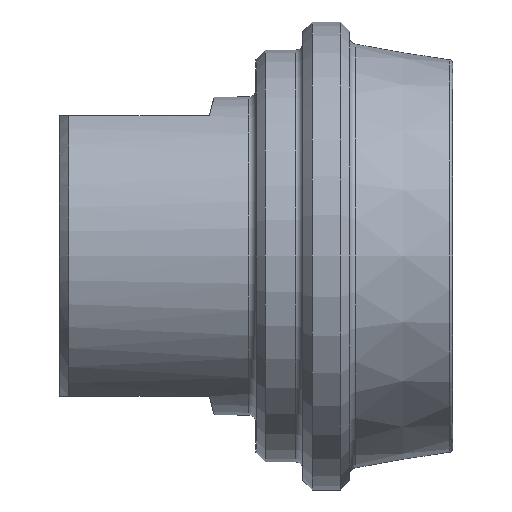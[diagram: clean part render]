
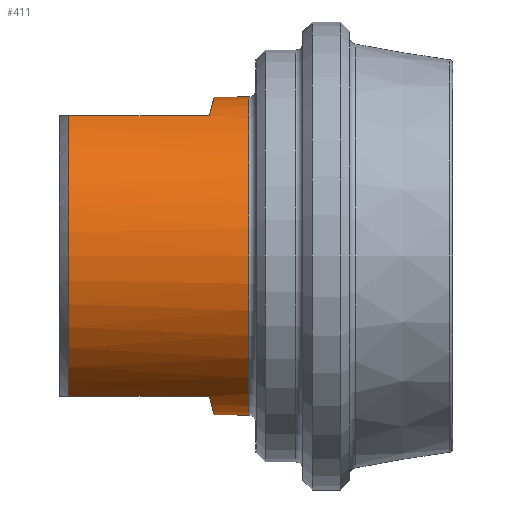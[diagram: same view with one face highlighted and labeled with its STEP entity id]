
A CAD part, front view. The second image highlights one B-rep face of the part: STEP entity #411.
In plain terms, the highlighted cylindrical face has radius 8.5 mm (diameter 17 mm), a full revolution.
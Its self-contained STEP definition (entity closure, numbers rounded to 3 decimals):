
#15=CYLINDRICAL_SURFACE('',#478,8.5);
#39=CIRCLE('',#454,8.5);
#40=CIRCLE('',#456,8.5);
#41=CIRCLE('',#457,8.5);
#51=CIRCLE('',#472,8.5);
#54=CIRCLE('',#475,8.5);
#72=ELLIPSE('',#445,8.8,8.5);
#73=ELLIPSE('',#448,8.8,8.5);
#87=FACE_OUTER_BOUND('',#115,.T.);
#115=EDGE_LOOP('',(#324,#325,#326,#327,#328,#329,#330,#331,#332,#333,#334,
#335,#336));
#129=LINE('',#660,#147);
#131=LINE('',#664,#149);
#133=LINE('',#679,#151);
#135=LINE('',#683,#153);
#139=LINE('',#737,#157);
#147=VECTOR('',#510,10.);
#149=VECTOR('',#512,10.);
#151=VECTOR('',#520,10.);
#153=VECTOR('',#522,10.);
#157=VECTOR('',#590,8.5);
#169=VERTEX_POINT('',#654);
#171=VERTEX_POINT('',#659);
#172=VERTEX_POINT('',#661);
#173=VERTEX_POINT('',#663);
#175=VERTEX_POINT('',#673);
#177=VERTEX_POINT('',#678);
#178=VERTEX_POINT('',#680);
#179=VERTEX_POINT('',#682);
#182=VERTEX_POINT('',#699);
#191=VERTEX_POINT('',#726);
#192=VERTEX_POINT('',#727);
#210=EDGE_CURVE('',#171,#169,#129,.T.);
#212=EDGE_CURVE('',#173,#172,#131,.T.);
#215=EDGE_CURVE('',#172,#171,#72,.T.);
#217=EDGE_CURVE('',#177,#175,#133,.T.);
#219=EDGE_CURVE('',#179,#178,#135,.T.);
#222=EDGE_CURVE('',#178,#177,#73,.T.);
#226=EDGE_CURVE('',#173,#175,#39,.T.);
#227=EDGE_CURVE('',#179,#182,#40,.T.);
#228=EDGE_CURVE('',#182,#169,#41,.T.);
#240=EDGE_CURVE('',#191,#192,#51,.T.);
#243=EDGE_CURVE('',#192,#191,#54,.T.);
#245=EDGE_CURVE('',#191,#182,#139,.T.);
#324=ORIENTED_EDGE('',*,*,#240,.F.);
#325=ORIENTED_EDGE('',*,*,#245,.T.);
#326=ORIENTED_EDGE('',*,*,#227,.F.);
#327=ORIENTED_EDGE('',*,*,#219,.T.);
#328=ORIENTED_EDGE('',*,*,#222,.T.);
#329=ORIENTED_EDGE('',*,*,#217,.T.);
#330=ORIENTED_EDGE('',*,*,#226,.F.);
#331=ORIENTED_EDGE('',*,*,#212,.T.);
#332=ORIENTED_EDGE('',*,*,#215,.T.);
#333=ORIENTED_EDGE('',*,*,#210,.T.);
#334=ORIENTED_EDGE('',*,*,#228,.F.);
#335=ORIENTED_EDGE('',*,*,#245,.F.);
#336=ORIENTED_EDGE('',*,*,#243,.F.);
#411=ADVANCED_FACE('',(#87),#15,.T.);
#445=AXIS2_PLACEMENT_3D('',#671,#516,#517);
#448=AXIS2_PLACEMENT_3D('',#690,#526,#527);
#454=AXIS2_PLACEMENT_3D('',#697,#538,#539);
#456=AXIS2_PLACEMENT_3D('',#700,#542,#543);
#457=AXIS2_PLACEMENT_3D('',#701,#544,#545);
#472=AXIS2_PLACEMENT_3D('',#728,#576,#577);
#475=AXIS2_PLACEMENT_3D('',#732,#582,#583);
#478=AXIS2_PLACEMENT_3D('',#736,#588,#589);
#510=DIRECTION('',(-1.,0.,0.));
#512=DIRECTION('',(1.,0.,0.));
#516=DIRECTION('center_axis',(0.966,0.,-0.259));
#517=DIRECTION('ref_axis',(0.259,0.,0.966));
#520=DIRECTION('',(-1.,0.,0.));
#522=DIRECTION('',(1.,0.,0.));
#526=DIRECTION('center_axis',(0.966,0.,0.259));
#527=DIRECTION('ref_axis',(-0.259,0.,0.966));
#538=DIRECTION('center_axis',(-1.,0.,0.));
#539=DIRECTION('ref_axis',(0.,-1.,0.));
#542=DIRECTION('center_axis',(-1.,0.,0.));
#543=DIRECTION('ref_axis',(0.,-1.,0.));
#544=DIRECTION('center_axis',(-1.,0.,0.));
#545=DIRECTION('ref_axis',(0.,-1.,0.));
#576=DIRECTION('center_axis',(1.,0.,0.));
#577=DIRECTION('ref_axis',(0.,-1.,0.));
#582=DIRECTION('center_axis',(1.,0.,0.));
#583=DIRECTION('ref_axis',(0.,-1.,0.));
#588=DIRECTION('center_axis',(1.,0.,0.));
#589=DIRECTION('ref_axis',(0.,1.,0.));
#590=DIRECTION('',(-1.,0.,0.));
#654=CARTESIAN_POINT('',(-20.5,-4.,7.5));
#659=CARTESIAN_POINT('',(-13.,-4.,7.5));
#660=CARTESIAN_POINT('',(-15.75,-4.,7.5));
#661=CARTESIAN_POINT('',(-13.,4.,7.5));
#663=CARTESIAN_POINT('',(-20.5,4.,7.5));
#664=CARTESIAN_POINT('',(-15.75,4.,7.5));
#671=CARTESIAN_POINT('Origin',(-15.01,0.,
0.));
#673=CARTESIAN_POINT('',(-20.5,4.,-7.5));
#678=CARTESIAN_POINT('',(-13.,4.,-7.5));
#679=CARTESIAN_POINT('',(-15.75,4.,-7.5));
#680=CARTESIAN_POINT('',(-13.,-4.,-7.5));
#682=CARTESIAN_POINT('',(-20.5,-4.,-7.5));
#683=CARTESIAN_POINT('',(-15.75,-4.,-7.5));
#690=CARTESIAN_POINT('Origin',(-15.01,0.,
0.));
#697=CARTESIAN_POINT('Origin',(-20.5,0.,0.));
#699=CARTESIAN_POINT('',(-20.5,-8.5,0.));
#700=CARTESIAN_POINT('Origin',(-20.5,0.,0.));
#701=CARTESIAN_POINT('Origin',(-20.5,0.,0.));
#726=CARTESIAN_POINT('',(-10.9,-8.5,0.));
#727=CARTESIAN_POINT('',(-10.9,0.,8.5));
#728=CARTESIAN_POINT('Origin',(-10.9,0.,0.));
#732=CARTESIAN_POINT('Origin',(-10.9,0.,0.));
#736=CARTESIAN_POINT('Origin',(-15.75,0.,0.));
#737=CARTESIAN_POINT('',(-15.75,-8.5,0.));
